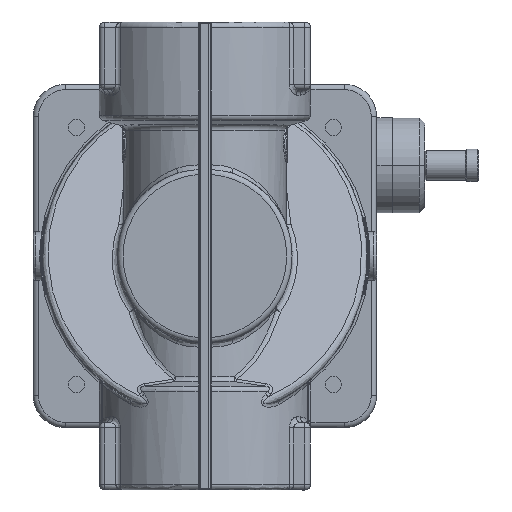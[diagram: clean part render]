
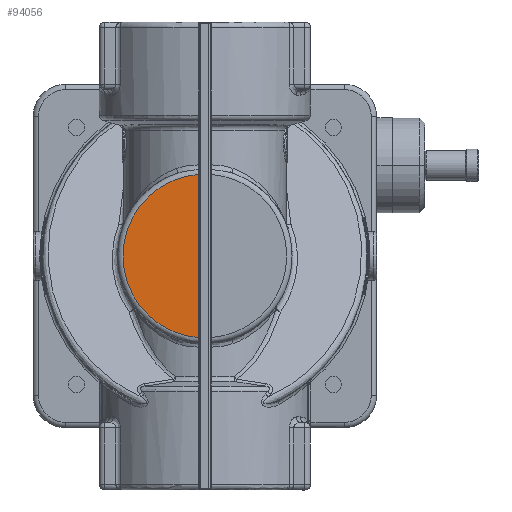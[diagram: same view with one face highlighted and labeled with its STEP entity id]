
A CAD part, front view. The second image highlights one B-rep face of the part: STEP entity #94056.
In plain terms, the highlighted planar face has unit normal (0, -1, 0).
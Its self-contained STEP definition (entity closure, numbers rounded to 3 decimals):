
#1900 = CIRCLE ( 'NONE', #10966, 30.25 ) ;
#10966 = AXIS2_PLACEMENT_3D ( 'NONE', #12740, #50812, #92313 ) ;
#12740 = CARTESIAN_POINT ( 'NONE',  ( 0., -84., 0. ) ) ;
#16283 = CARTESIAN_POINT ( 'NONE',  ( 0., -84., 0. ) ) ;
#17335 = LINE ( 'NONE', #28075, #46276 ) ;
#28075 = CARTESIAN_POINT ( 'NONE',  ( -2.5, -84., 0. ) ) ;
#31571 = ORIENTED_EDGE ( 'NONE', *, *, #38102, .T. ) ;
#31635 = DIRECTION ( 'NONE',  ( 0., 1., 0. ) ) ;
#33334 = DIRECTION ( 'NONE',  ( 0., 0., -1. ) ) ;
#37407 = VERTEX_POINT ( 'NONE', #110470 ) ;
#38102 = EDGE_CURVE ( 'Defeature completata1_546+Defeature completata1_651+Defeature completata1_547+Defeature completata1_547', #37407, #53327, #17335, .T. ) ;
#44589 = DIRECTION ( 'NONE',  ( 0., 0., 1. ) ) ;
#46276 = VECTOR ( 'NONE', #44589, 1000. ) ;
#50812 = DIRECTION ( 'NONE',  ( 0., -1., 0. ) ) ;
#53327 = VERTEX_POINT ( 'NONE', #103320 ) ;
#60126 = AXIS2_PLACEMENT_3D ( 'NONE', #16283, #31635, #33334 ) ;
#75390 = FACE_OUTER_BOUND ( 'NONE', #76570, .T. ) ;
#75977 = PLANE ( 'NONE',  #60126 ) ;
#76570 = EDGE_LOOP ( 'NONE', ( #106227, #31571 ) ) ;
#92313 = DIRECTION ( 'NONE',  ( 0., 0., -1. ) ) ;
#94056 = ADVANCED_FACE ( 'Defeature completata1_546', ( #75390 ), #75977, .F. ) ;
#103320 = CARTESIAN_POINT ( 'NONE',  ( -2.5, -84., 30.147 ) ) ;
#106227 = ORIENTED_EDGE ( 'NONE', *, *, #110002, .T. ) ;
#110002 = EDGE_CURVE ( 'Defeature completata1_546+Defeature completata1_547+Defeature completata1_651+Defeature completata1_651', #53327, #37407, #1900, .T. ) ;
#110470 = CARTESIAN_POINT ( 'NONE',  ( -2.5, -84., -30.147 ) ) ;
